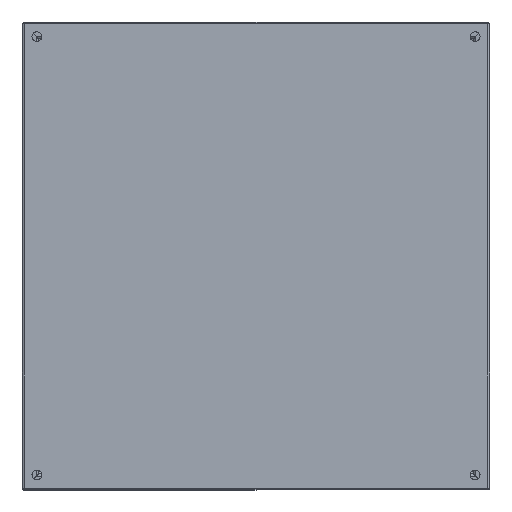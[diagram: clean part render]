
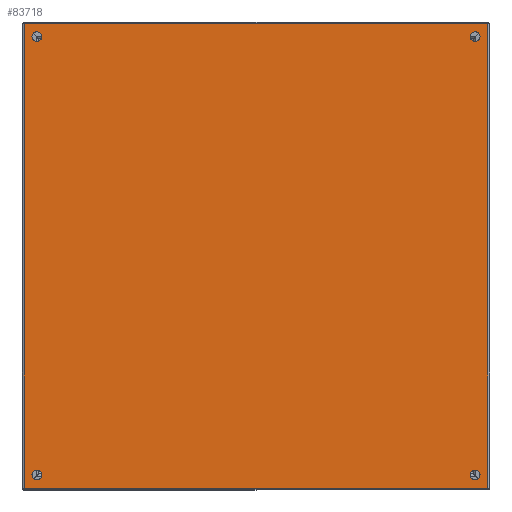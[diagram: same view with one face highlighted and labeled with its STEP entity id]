
A CAD part, top view. The second image highlights one B-rep face of the part: STEP entity #83718.
In plain terms, the highlighted face is planar.
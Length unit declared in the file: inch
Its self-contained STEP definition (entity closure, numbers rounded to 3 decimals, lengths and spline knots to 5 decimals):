
#384 = DIRECTION ( 'NONE',  ( 0., 0., 1. ) ) ;
#474 = FACE_BOUND ( 'NONE', #47167, .T. ) ;
#2182 = EDGE_CURVE ( 'NONE', #11692, #6163, #48241, .T. ) ;
#2354 = CIRCLE ( 'NONE', #79588, 0.25 ) ;
#3327 = DIRECTION ( 'NONE',  ( 0., 0., 1. ) ) ;
#3622 = CARTESIAN_POINT ( 'NONE',  ( 0., 0.75, 11.25 ) ) ;
#4167 = EDGE_CURVE ( 'NONE', #62330, #4210, #40692, .T. ) ;
#4210 = VERTEX_POINT ( 'NONE', #57609 ) ;
#5858 = DIRECTION ( 'NONE',  ( 1., 0., 0. ) ) ;
#6163 = VERTEX_POINT ( 'NONE', #47396 ) ;
#6512 = AXIS2_PLACEMENT_3D ( 'NONE', #44549, #5858, #79415 ) ;
#6540 = CARTESIAN_POINT ( 'NONE',  ( 0., 0.072, -11.928 ) ) ;
#6812 = VERTEX_POINT ( 'NONE', #73380 ) ;
#7881 = EDGE_CURVE ( 'NONE', #6812, #36739, #2354, .T. ) ;
#7991 = DIRECTION ( 'NONE',  ( 0., -1., 0. ) ) ;
#9085 = CIRCLE ( 'NONE', #46162, 0.25 ) ;
#10664 = EDGE_CURVE ( 'NONE', #85185, #70568, #82539, .T. ) ;
#11367 = CARTESIAN_POINT ( 'NONE',  ( 0., 23.25, -11. ) ) ;
#11692 = VERTEX_POINT ( 'NONE', #94236 ) ;
#11698 = EDGE_CURVE ( 'NONE', #62330, #70568, #36636, .T. ) ;
#12028 = EDGE_CURVE ( 'NONE', #55887, #16951, #9085, .T. ) ;
#13276 = CARTESIAN_POINT ( 'NONE',  ( 0., 0.75, 11.25 ) ) ;
#15742 = AXIS2_PLACEMENT_3D ( 'NONE', #68711, #47842, #90917 ) ;
#16951 = VERTEX_POINT ( 'NONE', #41934 ) ;
#18293 = DIRECTION ( 'NONE',  ( 1., 0., 0. ) ) ;
#20736 = CARTESIAN_POINT ( 'NONE',  ( 0., 23.25, -11.5 ) ) ;
#23634 = PLANE ( 'NONE',  #42137 ) ;
#24007 = DIRECTION ( 'NONE',  ( 1., 0., 0. ) ) ;
#25659 = DIRECTION ( 'NONE',  ( 0., 0., -1. ) ) ;
#27912 = CARTESIAN_POINT ( 'NONE',  ( 0., 23.928, 11.928 ) ) ;
#28239 = CARTESIAN_POINT ( 'NONE',  ( 0., 0.108, 11.928 ) ) ;
#28572 = ORIENTED_EDGE ( 'NONE', *, *, #84175, .T. ) ;
#28740 = CARTESIAN_POINT ( 'NONE',  ( 0., 23.25, 11.25 ) ) ;
#29018 = CIRCLE ( 'NONE', #66166, 0.25 ) ;
#29062 = ORIENTED_EDGE ( 'NONE', *, *, #54093, .T. ) ;
#29072 = VECTOR ( 'NONE', #58438, 39.37008 ) ;
#29258 = DIRECTION ( 'NONE',  ( 0., 0., 1. ) ) ;
#31614 = CIRCLE ( 'NONE', #45555, 0.25 ) ;
#32174 = CARTESIAN_POINT ( 'NONE',  ( 0., 23.892, 11.928 ) ) ;
#32355 = CARTESIAN_POINT ( 'NONE',  ( 0., 23.928, 11.928 ) ) ;
#33118 = DIRECTION ( 'NONE',  ( 0., 0., 1. ) ) ;
#33337 = EDGE_CURVE ( 'NONE', #6163, #11692, #34645, .T. ) ;
#34645 = CIRCLE ( 'NONE', #88737, 0.25 ) ;
#36636 = LINE ( 'NONE', #27912, #29072 ) ;
#36649 = CARTESIAN_POINT ( 'NONE',  ( 0., 23.25, -11.25 ) ) ;
#36739 = VERTEX_POINT ( 'NONE', #73707 ) ;
#39825 = EDGE_LOOP ( 'NONE', ( #78794, #29062, #47917, #89028 ) ) ;
#40464 = VERTEX_POINT ( 'NONE', #11367 ) ;
#40692 = LINE ( 'NONE', #62955, #78706 ) ;
#40808 = VERTEX_POINT ( 'NONE', #20736 ) ;
#40957 = DIRECTION ( 'NONE',  ( 1., 0., 0. ) ) ;
#41934 = CARTESIAN_POINT ( 'NONE',  ( 0., 0.75, 11.5 ) ) ;
#42137 = AXIS2_PLACEMENT_3D ( 'NONE', #32355, #18293, #3327 ) ;
#43783 = DIRECTION ( 'NONE',  ( 1., 0., 0. ) ) ;
#43795 = CIRCLE ( 'NONE', #79375, 0.25 ) ;
#43810 = LINE ( 'NONE', #6540, #59655 ) ;
#44549 = CARTESIAN_POINT ( 'NONE',  ( 0., 0.75, -11.25 ) ) ;
#45555 = AXIS2_PLACEMENT_3D ( 'NONE', #3622, #63589, #33118 ) ;
#46162 = AXIS2_PLACEMENT_3D ( 'NONE', #13276, #43783, #29258 ) ;
#46396 = FACE_BOUND ( 'NONE', #50978, .T. ) ;
#47167 = EDGE_LOOP ( 'NONE', ( #55615, #28572 ) ) ;
#47396 = CARTESIAN_POINT ( 'NONE',  ( 0., 0.75, -11. ) ) ;
#47649 = DIRECTION ( 'NONE',  ( 0., 0., 1. ) ) ;
#47842 = DIRECTION ( 'NONE',  ( 1., 0., 0. ) ) ;
#47889 = EDGE_LOOP ( 'NONE', ( #72448, #62338 ) ) ;
#47917 = ORIENTED_EDGE ( 'NONE', *, *, #4167, .F. ) ;
#48241 = CIRCLE ( 'NONE', #6512, 0.25 ) ;
#50919 = CARTESIAN_POINT ( 'NONE',  ( 0., 23.892, -11.928 ) ) ;
#50978 = EDGE_LOOP ( 'NONE', ( #82285, #74478 ) ) ;
#52680 = EDGE_CURVE ( 'NONE', #16951, #55887, #31614, .T. ) ;
#54085 = DIRECTION ( 'NONE',  ( 0., 0., 1. ) ) ;
#54093 = EDGE_CURVE ( 'NONE', #85185, #4210, #43810, .T. ) ;
#55127 = ORIENTED_EDGE ( 'NONE', *, *, #2182, .T. ) ;
#55615 = ORIENTED_EDGE ( 'NONE', *, *, #60075, .T. ) ;
#55887 = VERTEX_POINT ( 'NONE', #67278 ) ;
#56878 = DIRECTION ( 'NONE',  ( 0., 0., 1. ) ) ;
#57429 = CARTESIAN_POINT ( 'NONE',  ( 0., 0.75, -11.25 ) ) ;
#57609 = CARTESIAN_POINT ( 'NONE',  ( 0., 0.108, -11.928 ) ) ;
#58438 = DIRECTION ( 'NONE',  ( 0., 1., 0. ) ) ;
#59655 = VECTOR ( 'NONE', #7991, 39.37008 ) ;
#60075 = EDGE_CURVE ( 'NONE', #40464, #40808, #43795, .T. ) ;
#60092 = CARTESIAN_POINT ( 'NONE',  ( 0., 23.892, 11.928 ) ) ;
#60429 = FACE_BOUND ( 'NONE', #47889, .T. ) ;
#62330 = VERTEX_POINT ( 'NONE', #28239 ) ;
#62338 = ORIENTED_EDGE ( 'NONE', *, *, #12028, .T. ) ;
#62955 = CARTESIAN_POINT ( 'NONE',  ( 0., 0.108, -11.928 ) ) ;
#63589 = DIRECTION ( 'NONE',  ( 1., 0., 0. ) ) ;
#66166 = AXIS2_PLACEMENT_3D ( 'NONE', #28740, #93627, #56878 ) ;
#67278 = CARTESIAN_POINT ( 'NONE',  ( 0., 0.75, 11. ) ) ;
#68711 = CARTESIAN_POINT ( 'NONE',  ( 0., 23.25, -11.25 ) ) ;
#70568 = VERTEX_POINT ( 'NONE', #60092 ) ;
#71955 = DIRECTION ( 'NONE',  ( 0., 0., 1. ) ) ;
#72448 = ORIENTED_EDGE ( 'NONE', *, *, #52680, .T. ) ;
#73380 = CARTESIAN_POINT ( 'NONE',  ( 0., 23.25, 11.5 ) ) ;
#73707 = CARTESIAN_POINT ( 'NONE',  ( 0., 23.25, 11. ) ) ;
#74478 = ORIENTED_EDGE ( 'NONE', *, *, #78768, .T. ) ;
#78706 = VECTOR ( 'NONE', #25659, 39.37008 ) ;
#78768 = EDGE_CURVE ( 'NONE', #36739, #6812, #29018, .T. ) ;
#78794 = ORIENTED_EDGE ( 'NONE', *, *, #10664, .F. ) ;
#79375 = AXIS2_PLACEMENT_3D ( 'NONE', #36649, #24007, #384 ) ;
#79415 = DIRECTION ( 'NONE',  ( 0., 0., 1. ) ) ;
#79588 = AXIS2_PLACEMENT_3D ( 'NONE', #91770, #40957, #54085 ) ;
#80031 = EDGE_LOOP ( 'NONE', ( #87158, #55127 ) ) ;
#81770 = VECTOR ( 'NONE', #47649, 39.37008 ) ;
#82285 = ORIENTED_EDGE ( 'NONE', *, *, #7881, .T. ) ;
#82539 = LINE ( 'NONE', #32174, #81770 ) ;
#83690 = FACE_OUTER_BOUND ( 'NONE', #39825, .T. ) ;
#83718 = ADVANCED_FACE ( 'NONE', ( #83690, #60429, #89930, #46396, #474 ), #23634, .F. ) ;
#84175 = EDGE_CURVE ( 'NONE', #40808, #40464, #93049, .T. ) ;
#85185 = VERTEX_POINT ( 'NONE', #50919 ) ;
#85974 = DIRECTION ( 'NONE',  ( 1., 0., 0. ) ) ;
#87158 = ORIENTED_EDGE ( 'NONE', *, *, #33337, .T. ) ;
#88737 = AXIS2_PLACEMENT_3D ( 'NONE', #57429, #85974, #71955 ) ;
#89028 = ORIENTED_EDGE ( 'NONE', *, *, #11698, .T. ) ;
#89930 = FACE_BOUND ( 'NONE', #80031, .T. ) ;
#90917 = DIRECTION ( 'NONE',  ( 0., 0., 1. ) ) ;
#91770 = CARTESIAN_POINT ( 'NONE',  ( 0., 23.25, 11.25 ) ) ;
#93049 = CIRCLE ( 'NONE', #15742, 0.25 ) ;
#93627 = DIRECTION ( 'NONE',  ( 1., 0., 0. ) ) ;
#94236 = CARTESIAN_POINT ( 'NONE',  ( 0., 0.75, -11.5 ) ) ;
